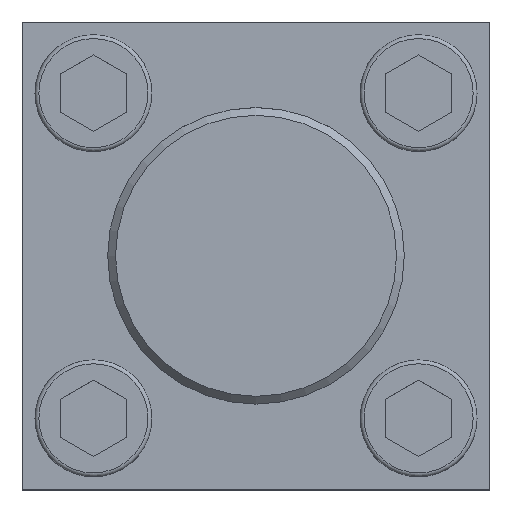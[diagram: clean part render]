
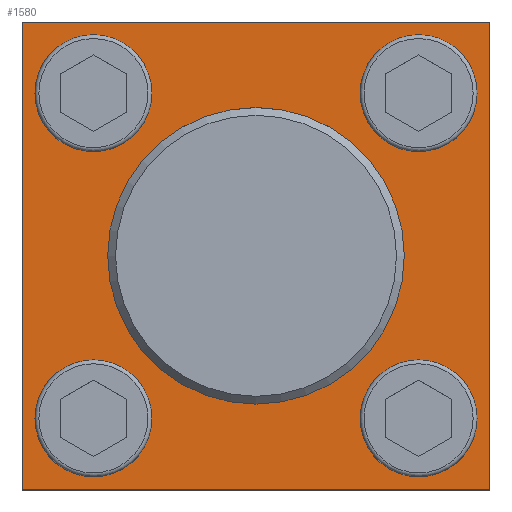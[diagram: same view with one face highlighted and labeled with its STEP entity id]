
A CAD part, top view. The second image highlights one B-rep face of the part: STEP entity #1580.
In plain terms, the highlighted planar face has unit normal (0, 0, 1).
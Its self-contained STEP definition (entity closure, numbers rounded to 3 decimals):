
#52=LINE('',#2119,#136);
#53=LINE('',#2122,#137);
#54=LINE('',#2124,#138);
#55=LINE('',#2126,#139);
#136=VECTOR('',#1795,1000.);
#137=VECTOR('',#1796,1000.);
#138=VECTOR('',#1797,1000.);
#139=VECTOR('',#1798,1000.);
#220=ORIENTED_EDGE('',*,*,#474,.T.);
#221=ORIENTED_EDGE('',*,*,#475,.T.);
#222=ORIENTED_EDGE('',*,*,#476,.F.);
#223=ORIENTED_EDGE('',*,*,#477,.T.);
#224=ORIENTED_EDGE('',*,*,#478,.T.);
#225=ORIENTED_EDGE('',*,*,#479,.T.);
#226=ORIENTED_EDGE('',*,*,#480,.T.);
#227=ORIENTED_EDGE('',*,*,#481,.T.);
#228=ORIENTED_EDGE('',*,*,#482,.T.);
#474=EDGE_CURVE('',#601,#601,#700,.T.);
#475=EDGE_CURVE('',#602,#602,#701,.T.);
#476=EDGE_CURVE('',#603,#603,#702,.T.);
#477=EDGE_CURVE('',#604,#605,#52,.T.);
#478=EDGE_CURVE('',#605,#606,#53,.T.);
#479=EDGE_CURVE('',#606,#607,#54,.T.);
#480=EDGE_CURVE('',#607,#604,#55,.T.);
#481=EDGE_CURVE('',#608,#608,#703,.T.);
#482=EDGE_CURVE('',#609,#609,#704,.T.);
#601=VERTEX_POINT('',#2114);
#602=VERTEX_POINT('',#2116);
#603=VERTEX_POINT('',#2118);
#604=VERTEX_POINT('',#2120);
#605=VERTEX_POINT('',#2121);
#606=VERTEX_POINT('',#2123);
#607=VERTEX_POINT('',#2125);
#608=VERTEX_POINT('',#2128);
#609=VERTEX_POINT('',#2130);
#700=CIRCLE('',#1666,15.);
#701=CIRCLE('',#1667,15.);
#702=CIRCLE('',#1668,38.05);
#703=CIRCLE('',#1669,15.);
#704=CIRCLE('',#1670,15.);
#743=EDGE_LOOP('',(#220));
#744=EDGE_LOOP('',(#221));
#745=EDGE_LOOP('',(#222));
#746=EDGE_LOOP('',(#223,#224,#225,#226));
#747=EDGE_LOOP('',(#227));
#748=EDGE_LOOP('',(#228));
#867=FACE_BOUND('',#743,.T.);
#868=FACE_BOUND('',#744,.T.);
#869=FACE_BOUND('',#745,.T.);
#870=FACE_BOUND('',#746,.T.);
#871=FACE_BOUND('',#747,.T.);
#872=FACE_BOUND('',#748,.T.);
#991=PLANE('',#1665);
#1580=ADVANCED_FACE('',(#867,#868,#869,#870,#871,#872),#991,.T.);
#1665=AXIS2_PLACEMENT_3D('',#2112,#1787,#1788);
#1666=AXIS2_PLACEMENT_3D('',#2113,#1789,#1790);
#1667=AXIS2_PLACEMENT_3D('',#2115,#1791,#1792);
#1668=AXIS2_PLACEMENT_3D('',#2117,#1793,#1794);
#1669=AXIS2_PLACEMENT_3D('',#2127,#1799,#1800);
#1670=AXIS2_PLACEMENT_3D('',#2129,#1801,#1802);
#1787=DIRECTION('',(0.,0.,1.));
#1788=DIRECTION('',(1.,0.,0.));
#1789=DIRECTION('',(0.,0.,-1.));
#1790=DIRECTION('',(-1.,0.,0.));
#1791=DIRECTION('',(0.,0.,-1.));
#1792=DIRECTION('',(-1.,0.,0.));
#1793=DIRECTION('',(0.,0.,1.));
#1794=DIRECTION('',(1.,0.,0.));
#1795=DIRECTION('',(0.,-1.,0.));
#1796=DIRECTION('',(1.,0.,0.));
#1797=DIRECTION('',(0.,1.,0.));
#1798=DIRECTION('',(-1.,0.,0.));
#1799=DIRECTION('',(0.,0.,-1.));
#1800=DIRECTION('',(-1.,0.,0.));
#1801=DIRECTION('',(0.,0.,-1.));
#1802=DIRECTION('',(-1.,0.,0.));
#2112=CARTESIAN_POINT('',(0.,0.,52.));
#2113=CARTESIAN_POINT('',(-41.719,-41.719,52.));
#2114=CARTESIAN_POINT('',(-56.719,-41.719,52.));
#2115=CARTESIAN_POINT('',(41.719,41.719,52.));
#2116=CARTESIAN_POINT('',(26.719,41.719,52.));
#2117=CARTESIAN_POINT('',(0.,0.,52.));
#2118=CARTESIAN_POINT('',(38.05,0.,52.));
#2119=CARTESIAN_POINT('',(-60.,60.,52.));
#2120=CARTESIAN_POINT('',(-60.,60.,52.));
#2121=CARTESIAN_POINT('',(-60.,-60.,52.));
#2122=CARTESIAN_POINT('',(-60.,-60.,52.));
#2123=CARTESIAN_POINT('',(60.,-60.,52.));
#2124=CARTESIAN_POINT('',(60.,-60.,52.));
#2125=CARTESIAN_POINT('',(60.,60.,52.));
#2126=CARTESIAN_POINT('',(60.,60.,52.));
#2127=CARTESIAN_POINT('',(-41.719,41.719,52.));
#2128=CARTESIAN_POINT('',(-56.719,41.719,52.));
#2129=CARTESIAN_POINT('',(41.719,-41.719,52.));
#2130=CARTESIAN_POINT('',(26.719,-41.719,52.));
